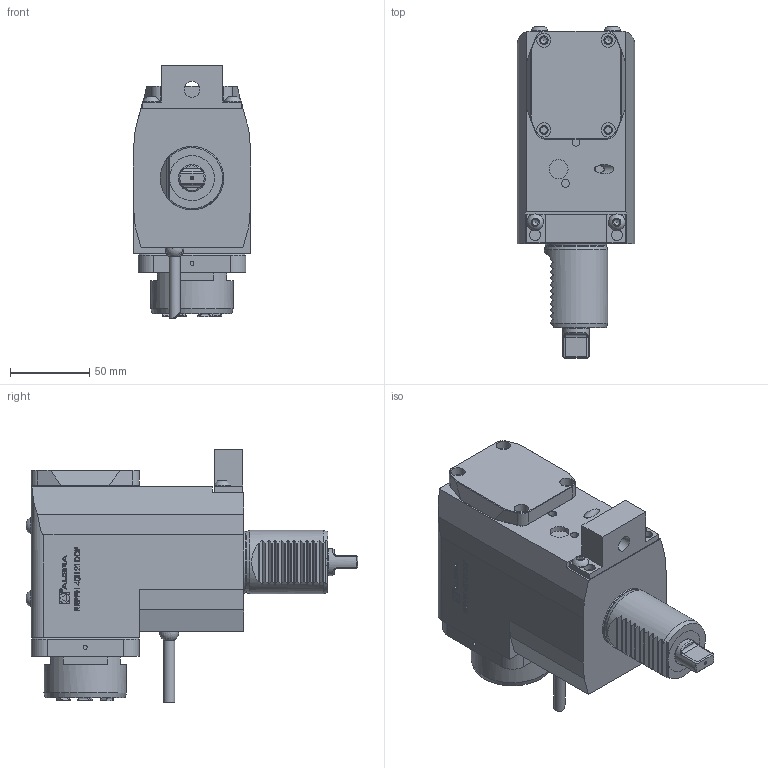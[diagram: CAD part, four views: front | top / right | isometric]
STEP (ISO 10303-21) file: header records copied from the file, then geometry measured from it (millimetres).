
FILE_DESCRIPTION (( 'STEP AP214' ), '1' );
FILE_NAME ('RRPPH40I121DDF.STEP', '2024-07-30T12:55:34', ( '' ), ( '' ), 'SwSTEP 2.0', 'SolidWorks 2023', '' );
FILE_SCHEMA (( 'AUTOMOTIVE_DESIGN' ));
Length unit declared in the file: millimetre
Products named in the file (1): RRPPH40I121DDF
Bounding box: 74 x 209.3 x 159.5 mm (x, y, z)
Volume: 1121657.5 mm3; surface area: 88280.7 mm2
Topology: 1 solids, 7 shells, 767 faces, 1904 edges, 1236 vertices
Faces by surface type: plane 485, cylinder 134, bspline 84, cone 51, sphere 7, torus 6
Full cylindrical faces by diameter (mm): 1.2 x1, 1.7 x1, 2.1 x1, 2.5 x4, 4 x2, 4.2 x4, 5 x6, 5.5 x4, 6 x5, 6.2 x4, 6.366 x1, 7 x5, 9 x4, 10 x1, 10.5 x6, 12 x1, 16.98 x1, 17 x2, 28.337 x1, 30 x1, 31 x1, 38.7 x1, 40 x1, 52 x1, 53 x1, 58 x2, 60.2 x1
Entity records: 30029 total; most frequent: CARTESIAN_POINT 9861, ORIENTED_EDGE 3532, DIRECTION 3206, EDGE_CURVE 1766, VERTEX_POINT 1184, AXIS2_PLACEMENT_3D 1071, VECTOR 1064, LINE 1064
